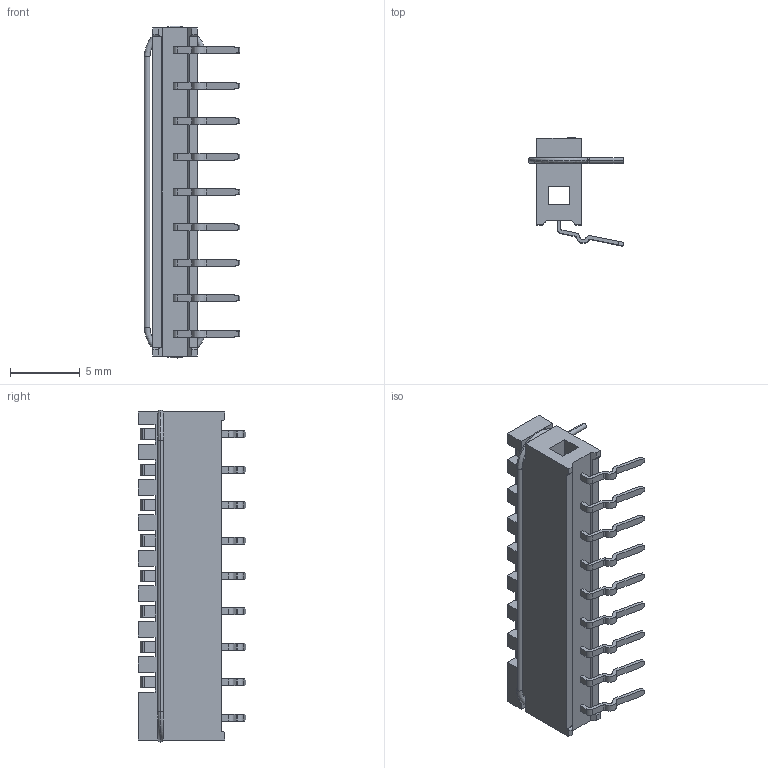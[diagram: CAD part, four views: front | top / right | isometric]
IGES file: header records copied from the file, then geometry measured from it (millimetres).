
Start section:  PTC IGES file: sxh-8p.igs
Global section: file name: sxh-8p.igs; native system: Pro/ENGINEER by Parametric Technology Corporation; preprocessor: 2010180; author: user; organization: Unknown; date: 20120622.115712; units: millimetre
Bounding box: 6.82 x 7.74 x 23.81 mm (x, y, z)
Surface area: 831.9 mm2 (no closed solid volume)
Topology: 0 solids, 0 shells, 904 faces, 5100 edges, 5100 vertices
Faces by surface type: bspline 790, revolution 114
